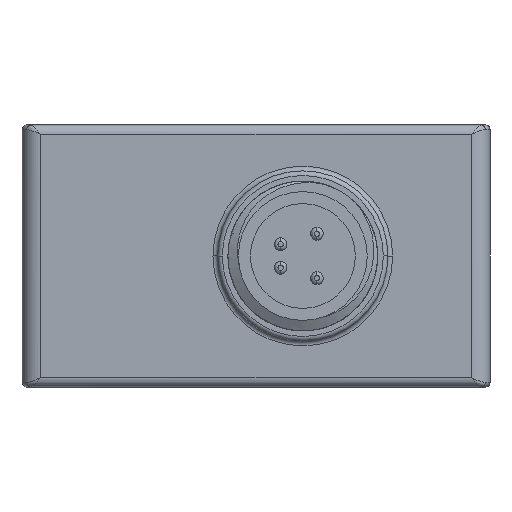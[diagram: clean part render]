
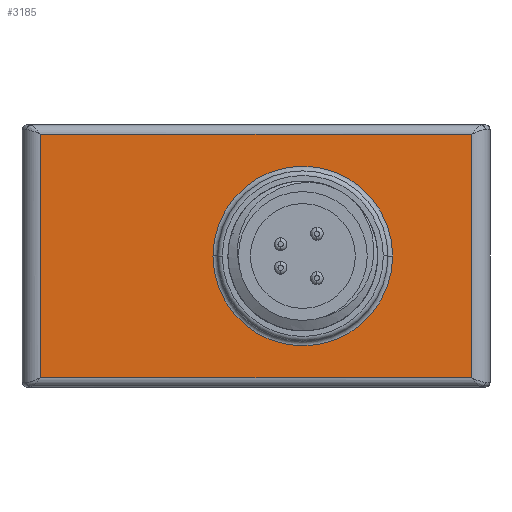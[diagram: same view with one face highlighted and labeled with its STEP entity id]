
A CAD part, front view. The second image highlights one B-rep face of the part: STEP entity #3185.
In plain terms, the highlighted planar face has unit normal (0, -1, 0).
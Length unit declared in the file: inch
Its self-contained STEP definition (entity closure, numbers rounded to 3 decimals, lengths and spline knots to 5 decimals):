
#191=DIRECTION('',(1.,0.,0.));
#192=VECTOR('',#191,0.90551);
#193=CARTESIAN_POINT('',(0.03937,0.,0.25591));
#194=LINE('',#193,#192);
#195=DIRECTION('',(0.,0.,-1.));
#196=VECTOR('',#195,0.51181);
#197=CARTESIAN_POINT('',(0.94488,0.,0.25591));
#198=LINE('',#197,#196);
#199=DIRECTION('',(-1.,0.,0.));
#200=VECTOR('',#199,0.90551);
#201=CARTESIAN_POINT('',(0.94488,0.,-0.25591));
#202=LINE('',#201,#200);
#203=DIRECTION('',(0.,0.,-1.));
#204=VECTOR('',#203,0.51181);
#205=CARTESIAN_POINT('',(0.03937,0.,0.25591));
#206=LINE('',#205,#204);
#207=CARTESIAN_POINT('',(0.59055,0.,0.));
#208=DIRECTION('',(0.,-1.,0.));
#209=DIRECTION('',(1.,0.,0.));
#210=AXIS2_PLACEMENT_3D('',#207,#208,#209);
#212=CARTESIAN_POINT('',(0.59055,0.,0.));
#213=DIRECTION('',(0.,-1.,0.));
#214=DIRECTION('',(-1.,0.,0.));
#215=AXIS2_PLACEMENT_3D('',#212,#213,#214);
#2747=CARTESIAN_POINT('',(0.77953,0.,0.));
#2748=CARTESIAN_POINT('',(0.40157,0.,0.));
#2749=VERTEX_POINT('',#2747);
#2750=VERTEX_POINT('',#2748);
#2755=CARTESIAN_POINT('',(0.03937,0.,0.25591));
#2756=CARTESIAN_POINT('',(0.94488,0.,0.25591));
#2757=VERTEX_POINT('',#2755);
#2758=VERTEX_POINT('',#2756);
#2793=CARTESIAN_POINT('',(0.94488,0.,-0.25591));
#2794=VERTEX_POINT('',#2793);
#2825=CARTESIAN_POINT('',(0.03937,0.,-0.25591));
#2826=VERTEX_POINT('',#2825);
#3165=CARTESIAN_POINT('',(0.,0.,-0.27559));
#3166=DIRECTION('',(0.,-1.,0.));
#3167=DIRECTION('',(1.,0.,0.));
#3168=AXIS2_PLACEMENT_3D('',#3165,#3166,#3167);
#3169=PLANE('',#3168);
#3170=ORIENTED_EDGE('',*,*,#3155,.T.);
#3172=ORIENTED_EDGE('',*,*,#3171,.T.);
#3174=ORIENTED_EDGE('',*,*,#3173,.T.);
#3176=ORIENTED_EDGE('',*,*,#3175,.F.);
#3177=EDGE_LOOP('',(#3170,#3172,#3174,#3176));
#3178=FACE_OUTER_BOUND('',#3177,.F.);
#3180=ORIENTED_EDGE('',*,*,#3179,.T.);
#3182=ORIENTED_EDGE('',*,*,#3181,.T.);
#3183=EDGE_LOOP('',(#3180,#3182));
#3184=FACE_BOUND('',#3183,.F.);
#3185=ADVANCED_FACE('',(#3178,#3184),#3169,.T.);
#211=CIRCLE('',#210,0.18898);
#216=CIRCLE('',#215,0.18898);
#3155=EDGE_CURVE('',#2757,#2758,#194,.T.);
#3171=EDGE_CURVE('',#2758,#2794,#198,.T.);
#3173=EDGE_CURVE('',#2794,#2826,#202,.T.);
#3175=EDGE_CURVE('',#2757,#2826,#206,.T.);
#3179=EDGE_CURVE('',#2749,#2750,#211,.T.);
#3181=EDGE_CURVE('',#2750,#2749,#216,.T.);
